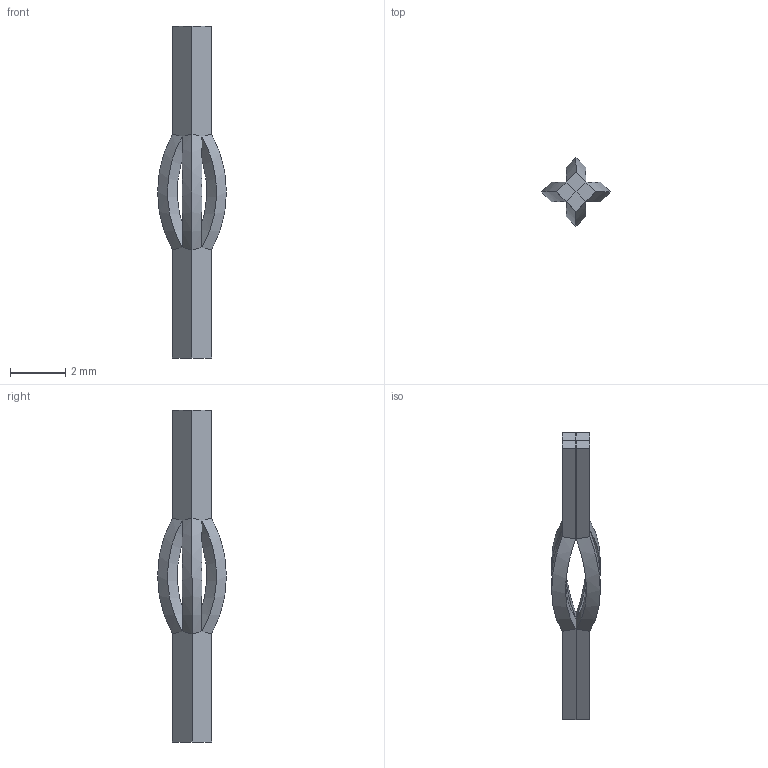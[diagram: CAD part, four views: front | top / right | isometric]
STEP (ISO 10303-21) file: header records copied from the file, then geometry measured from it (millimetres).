
FILE_DESCRIPTION(('STEP AP214'),'1');
FILE_NAME('torsion.stp','2024-04-29T14:24:16',(' '),(' '),'Spatial InterOp 3D',' ',' ');
FILE_SCHEMA(('AUTOMOTIVE_DESIGN { 1 0 10303 214 1 1 1 1 }'));
Length unit declared in the file: metre
Products named in the file (1): Solid
Bounding box: 2.49 x 2.49 x 12 mm (x, y, z)
Volume: 12.2 mm3; surface area: 99.5 mm2
Topology: 4 solids, 4 shells, 56 faces, 112 edges, 64 vertices
Faces by surface type: plane 40, bspline 8, cone 8
Entity records: 2297 total; most frequent: CARTESIAN_POINT 752, ORIENTED_EDGE 224, DIRECTION 176, EDGE_CURVE 112, VERTEX_POINT 64, LINE 64, VECTOR 64, STYLED_ITEM 60
